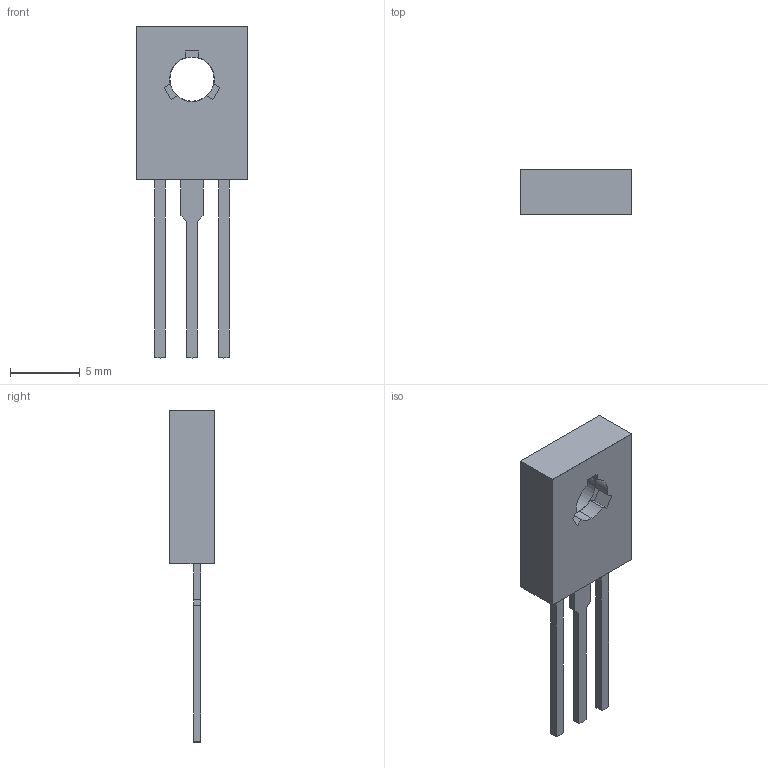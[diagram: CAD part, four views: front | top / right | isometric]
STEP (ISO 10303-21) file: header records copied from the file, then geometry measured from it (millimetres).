
FILE_DESCRIPTION(('FreeCAD Model'),'2;1');
FILE_NAME('Open CASCADE Shape Model','2024-04-05T21:48:16',( 'kicad StepUp'),('ksu MCAD'),'Open CASCADE STEP processor 7.7', 'FreeCAD','Unknown');
FILE_SCHEMA(('AUTOMOTIVE_DESIGN { 1 0 10303 214 1 1 1 1 }'));
Length unit declared in the file: millimetre
Products named in the file (1): TO-126-3_Vertical
Bounding box: 8 x 3.25 x 23.75 mm (x, y, z)
Volume: 274.3 mm3; surface area: 422.2 mm2
Topology: 1 solids, 1 shells, 66 faces, 180 edges, 120 vertices
Faces by surface type: plane 55, cylinder 11
Full cylindrical faces by diameter (mm): 3.16 x1, 3.2 x1, 4 x1
Entity records: 1460 total; most frequent: ORIENTED_EDGE 278, EDGE_CURVE 180, CARTESIAN_POINT 172, LINE 150, VERTEX_POINT 120, DIRECTION 92, FACE_BOUND 72, EDGE_LOOP 72
